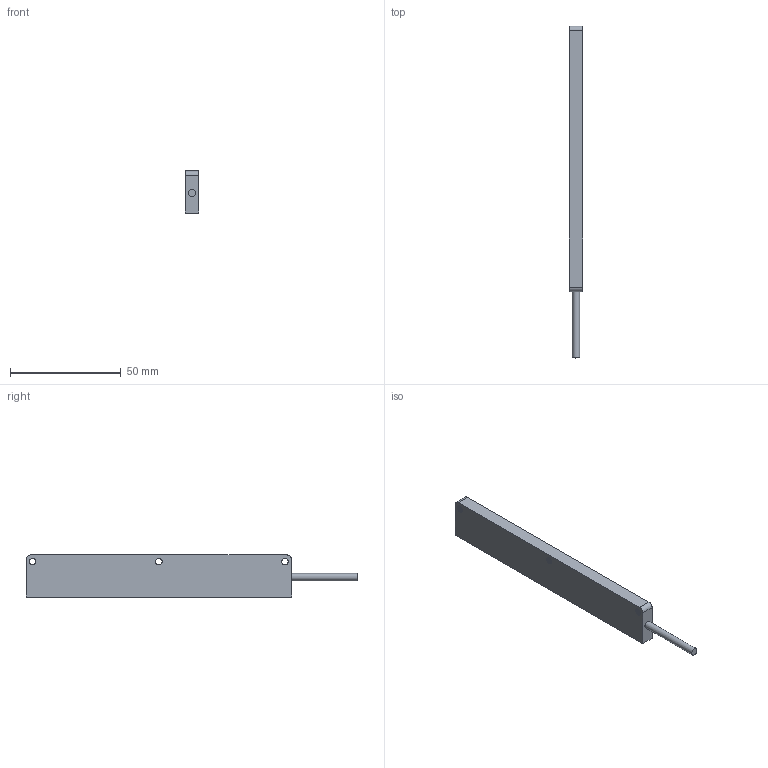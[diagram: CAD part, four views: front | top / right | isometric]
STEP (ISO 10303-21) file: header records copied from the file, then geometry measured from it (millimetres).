
FILE_DESCRIPTION(/* description */ (''),/* implementation_level */ '2;1');
FILE_NAME(/* name */ 'EX-LTA130.stp',/* time_stamp */ '2023-04-10T10:34:59+08:00',/* author */ (''),/* organization */ (''),/* preprocessor_version */ 'ST-DEVELOPER v16.7',/* originating_system */ 'SIEMENS PLM Software NX 12.0',/* authorisation */ '');
FILE_SCHEMA (('AUTOMOTIVE_DESIGN { 1 0 10303 214 3 1 1 1 }'));
Length unit declared in the file: millimetre
Products named in the file (1): EX-LTA130
Bounding box: 5.95 x 150 x 19 mm (x, y, z)
Volume: 13740.3 mm3; surface area: 6769.1 mm2
Topology: 2 solids, 2 shells, 92 faces, 165 edges, 110 vertices
Faces by surface type: plane 44, cylinder 42, bspline 6
Full cylindrical faces by diameter (mm): 0.25 x33, 3.3 x1
Entity records: 12379 total; most frequent: CARTESIAN_POINT 10644, DIRECTION 359, ORIENTED_EDGE 262, AXIS2_PLACEMENT_3D 168, EDGE_LOOP 165, EDGE_CURVE 131, FACE_BOUND 110, VERTEX_POINT 110
